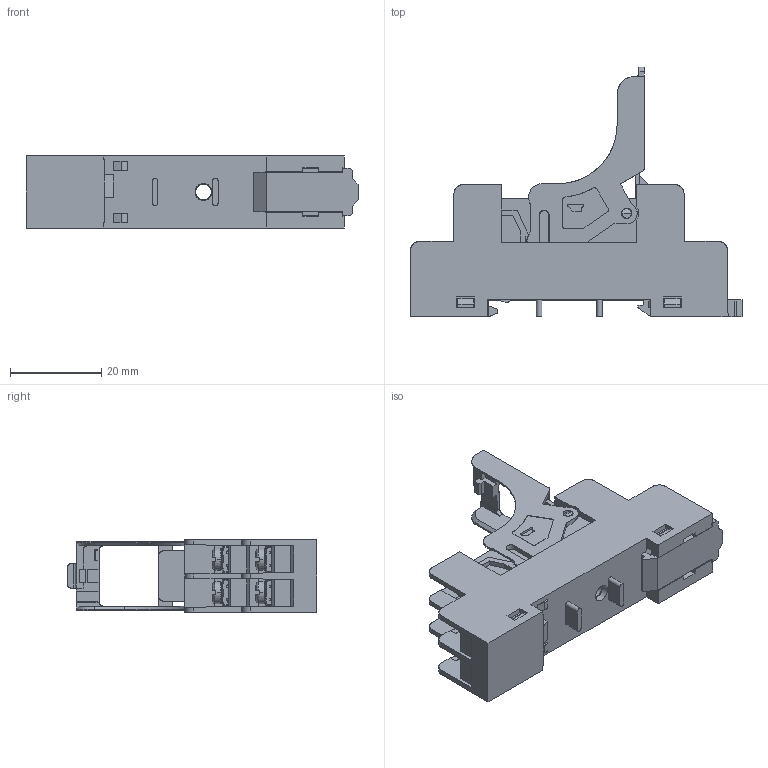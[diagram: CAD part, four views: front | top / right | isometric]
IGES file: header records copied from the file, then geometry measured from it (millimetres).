
Start section: SolidWorks IGES file using analytic representation for surfaces
Global section: file name: SJ2S-05BS_ref_rev0.0.IGS; native system: SolidWorks 2021; preprocessor: SolidWorks 2021; author: 1003643; date: 230905.165057; units: millimetre
Bounding box: 72.84 x 54.8 x 15.8 mm (x, y, z)
Surface area: 13933.3 mm2 (no closed solid volume)
Topology: 0 solids, 0 shells, 2582 faces, 22071 edges, 21988 vertices
Faces by surface type: bspline 1960, revolution 622
